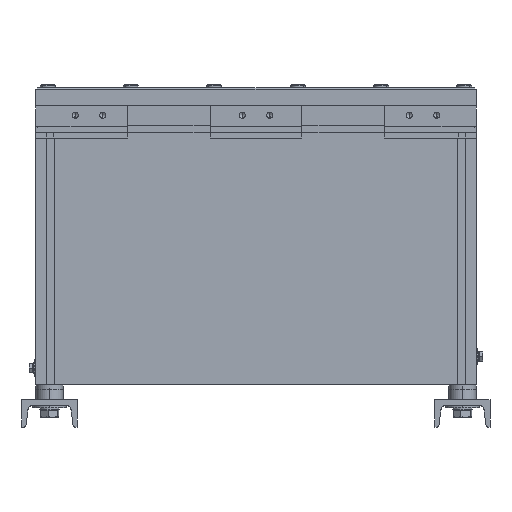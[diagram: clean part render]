
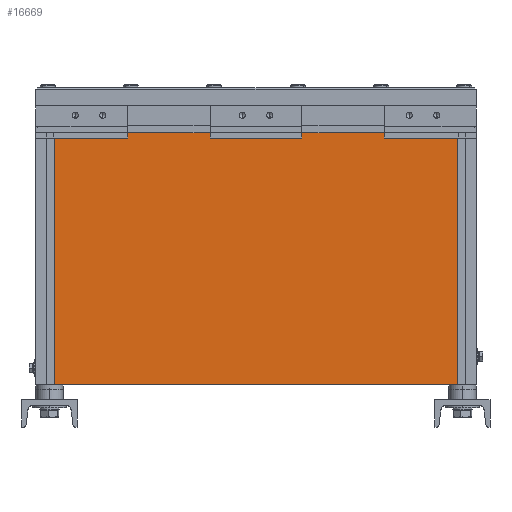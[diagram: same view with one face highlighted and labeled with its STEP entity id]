
A CAD part, left-side view. The second image highlights one B-rep face of the part: STEP entity #16669.
In plain terms, the highlighted planar face has unit normal (-1, 0, 0).
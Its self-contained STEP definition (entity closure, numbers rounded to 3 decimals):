
#75 = LINE ( 'NONE', #6275, #17631 ) ;
#90 = CARTESIAN_POINT ( 'NONE',  ( -240., 720.001, 275. ) ) ;
#266 = CARTESIAN_POINT ( 'NONE',  ( -240., -50., 269. ) ) ;
#460 = EDGE_CURVE ( 'NONE', #9785, #9518, #3074, .T. ) ;
#631 = EDGE_CURVE ( 'NONE', #3751, #9785, #7740, .T. ) ;
#921 = LINE ( 'NONE', #14534, #29433 ) ;
#1014 = VECTOR ( 'NONE', #5908, 1000. ) ;
#1028 = VERTEX_POINT ( 'NONE', #16653 ) ;
#2052 = EDGE_LOOP ( 'NONE', ( #19598, #3691, #21884, #25241, #9943, #6876, #21716, #22697, #27231, #25291, #23385, #6989 ) ) ;
#2098 = VECTOR ( 'NONE', #27887, 1000. ) ;
#2958 = CARTESIAN_POINT ( 'NONE',  ( -240., 220., 0. ) ) ;
#3074 = LINE ( 'NONE', #28625, #28043 ) ;
#3299 = CARTESIAN_POINT ( 'NONE',  ( -240., -220., 0. ) ) ;
#3418 = DIRECTION ( 'NONE',  ( 0., 0., -1. ) ) ;
#3691 = ORIENTED_EDGE ( 'NONE', *, *, #23058, .F. ) ;
#3751 = VERTEX_POINT ( 'NONE', #11371 ) ;
#4839 = EDGE_CURVE ( 'NONE', #23902, #16127, #19424, .T. ) ;
#5908 = DIRECTION ( 'NONE',  ( 0., -1., 0. ) ) ;
#6034 = DIRECTION ( 'NONE',  ( 0., 0., 1. ) ) ;
#6275 = CARTESIAN_POINT ( 'NONE',  ( -240., -50., 269. ) ) ;
#6876 = ORIENTED_EDGE ( 'NONE', *, *, #9379, .F. ) ;
#6989 = ORIENTED_EDGE ( 'NONE', *, *, #631, .F. ) ;
#7646 = DIRECTION ( 'NONE',  ( 0., -1., 0. ) ) ;
#7740 = LINE ( 'NONE', #17172, #14634 ) ;
#9379 = EDGE_CURVE ( 'NONE', #12664, #16127, #21437, .T. ) ;
#9415 = CARTESIAN_POINT ( 'NONE',  ( -240., -220., 269. ) ) ;
#9518 = VERTEX_POINT ( 'NONE', #13006 ) ;
#9526 = CARTESIAN_POINT ( 'NONE',  ( -240., -140., 269. ) ) ;
#9785 = VERTEX_POINT ( 'NONE', #19809 ) ;
#9943 = ORIENTED_EDGE ( 'NONE', *, *, #4839, .T. ) ;
#10334 = DIRECTION ( 'NONE',  ( 0., -1., 0. ) ) ;
#10748 = CARTESIAN_POINT ( 'NONE',  ( -240., -240., 269. ) ) ;
#11371 = CARTESIAN_POINT ( 'NONE',  ( -240., 140., 275. ) ) ;
#11608 = CARTESIAN_POINT ( 'NONE',  ( -240., -140., 269. ) ) ;
#11906 = VECTOR ( 'NONE', #26971, 1000. ) ;
#11991 = LINE ( 'NONE', #28742, #11906 ) ;
#12226 = CARTESIAN_POINT ( 'NONE',  ( -240., -140., 275. ) ) ;
#12664 = VERTEX_POINT ( 'NONE', #9526 ) ;
#12812 = LINE ( 'NONE', #90, #1014 ) ;
#12908 = AXIS2_PLACEMENT_3D ( 'NONE', #21215, #25898, #28074 ) ;
#13006 = CARTESIAN_POINT ( 'NONE',  ( -240., 50., 269. ) ) ;
#14212 = EDGE_CURVE ( 'NONE', #9518, #17209, #27586, .T. ) ;
#14534 = CARTESIAN_POINT ( 'NONE',  ( -240., 140., 269. ) ) ;
#14634 = VECTOR ( 'NONE', #20111, 1000. ) ;
#14892 = FACE_OUTER_BOUND ( 'NONE', #2052, .T. ) ;
#14898 = CARTESIAN_POINT ( 'NONE',  ( -240., 240., 0. ) ) ;
#14930 = CARTESIAN_POINT ( 'NONE',  ( -240., -220., 304. ) ) ;
#15067 = DIRECTION ( 'NONE',  ( 0., 0., 1. ) ) ;
#15555 = EDGE_CURVE ( 'NONE', #25888, #23902, #20398, .T. ) ;
#16127 = VERTEX_POINT ( 'NONE', #9415 ) ;
#16279 = VERTEX_POINT ( 'NONE', #18847 ) ;
#16653 = CARTESIAN_POINT ( 'NONE',  ( -240., -50., 275. ) ) ;
#16669 = ADVANCED_FACE ( 'NONE', ( #14892 ), #29753, .F. ) ;
#17071 = VERTEX_POINT ( 'NONE', #20087 ) ;
#17172 = CARTESIAN_POINT ( 'NONE',  ( -240., 720.001, 275. ) ) ;
#17185 = EDGE_CURVE ( 'NONE', #17071, #3751, #11991, .T. ) ;
#17209 = VERTEX_POINT ( 'NONE', #22570 ) ;
#17231 = VECTOR ( 'NONE', #15067, 1000. ) ;
#17369 = DIRECTION ( 'NONE',  ( 0., -1., 0. ) ) ;
#17480 = LINE ( 'NONE', #22859, #18216 ) ;
#17631 = VECTOR ( 'NONE', #6034, 1000. ) ;
#18216 = VECTOR ( 'NONE', #22767, 1000. ) ;
#18847 = CARTESIAN_POINT ( 'NONE',  ( -240., 220., 269. ) ) ;
#19424 = LINE ( 'NONE', #14930, #17231 ) ;
#19598 = ORIENTED_EDGE ( 'NONE', *, *, #17185, .F. ) ;
#19711 = LINE ( 'NONE', #11608, #2098 ) ;
#19809 = CARTESIAN_POINT ( 'NONE',  ( -240., 50., 275. ) ) ;
#20087 = CARTESIAN_POINT ( 'NONE',  ( -240., 140., 269. ) ) ;
#20111 = DIRECTION ( 'NONE',  ( 0., -1., 0. ) ) ;
#20224 = DIRECTION ( 'NONE',  ( 0., -1., 0. ) ) ;
#20368 = VECTOR ( 'NONE', #20224, 1000. ) ;
#20398 = LINE ( 'NONE', #14898, #20368 ) ;
#20472 = EDGE_CURVE ( 'NONE', #1028, #27608, #12812, .T. ) ;
#21215 = CARTESIAN_POINT ( 'NONE',  ( -240., 240., 304. ) ) ;
#21403 = VECTOR ( 'NONE', #10334, 1000. ) ;
#21437 = LINE ( 'NONE', #10748, #21403 ) ;
#21716 = ORIENTED_EDGE ( 'NONE', *, *, #28149, .F. ) ;
#21884 = ORIENTED_EDGE ( 'NONE', *, *, #28697, .T. ) ;
#22570 = CARTESIAN_POINT ( 'NONE',  ( -240., -50., 269. ) ) ;
#22697 = ORIENTED_EDGE ( 'NONE', *, *, #20472, .F. ) ;
#22767 = DIRECTION ( 'NONE',  ( 0., 0., -1. ) ) ;
#22859 = CARTESIAN_POINT ( 'NONE',  ( -240., 220., 304. ) ) ;
#23058 = EDGE_CURVE ( 'NONE', #16279, #17071, #921, .T. ) ;
#23385 = ORIENTED_EDGE ( 'NONE', *, *, #460, .F. ) ;
#23902 = VERTEX_POINT ( 'NONE', #3299 ) ;
#25241 = ORIENTED_EDGE ( 'NONE', *, *, #15555, .T. ) ;
#25291 = ORIENTED_EDGE ( 'NONE', *, *, #14212, .F. ) ;
#25888 = VERTEX_POINT ( 'NONE', #2958 ) ;
#25898 = DIRECTION ( 'NONE',  ( 1., 0., 0. ) ) ;
#26971 = DIRECTION ( 'NONE',  ( 0., 0., 1. ) ) ;
#27231 = ORIENTED_EDGE ( 'NONE', *, *, #29438, .F. ) ;
#27535 = VECTOR ( 'NONE', #17369, 1000. ) ;
#27586 = LINE ( 'NONE', #266, #27535 ) ;
#27608 = VERTEX_POINT ( 'NONE', #12226 ) ;
#27887 = DIRECTION ( 'NONE',  ( 0., 0., -1. ) ) ;
#28043 = VECTOR ( 'NONE', #3418, 1000. ) ;
#28074 = DIRECTION ( 'NONE',  ( 0., 0., -1. ) ) ;
#28149 = EDGE_CURVE ( 'NONE', #27608, #12664, #19711, .T. ) ;
#28625 = CARTESIAN_POINT ( 'NONE',  ( -240., 50., 269. ) ) ;
#28697 = EDGE_CURVE ( 'NONE', #16279, #25888, #17480, .T. ) ;
#28742 = CARTESIAN_POINT ( 'NONE',  ( -240., 140., 269. ) ) ;
#29433 = VECTOR ( 'NONE', #7646, 1000. ) ;
#29438 = EDGE_CURVE ( 'NONE', #17209, #1028, #75, .T. ) ;
#29753 = PLANE ( 'NONE',  #12908 ) ;
